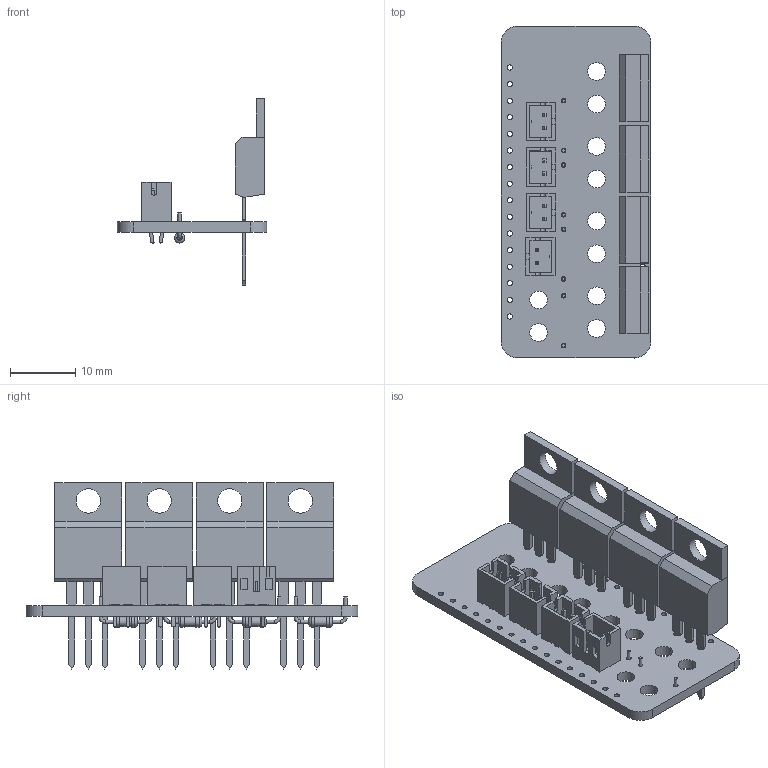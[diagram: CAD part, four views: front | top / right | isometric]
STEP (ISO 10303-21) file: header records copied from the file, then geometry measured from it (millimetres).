
FILE_DESCRIPTION(('KiCad electronic assembly'),'2;1');
FILE_NAME('pca-electronics.step','2023-02-17T14:38:36',('Pcbnew'),( 'Kicad'),'Open CASCADE STEP processor 7.6','KiCad to STEP converter' ,'Unknown');
FILE_SCHEMA(('AUTOMOTIVE_DESIGN { 1 0 10303 214 1 1 1 1 }'));
Length unit declared in the file: millimetre
Products named in the file (8): pca-electronics 1; TO-220-3_Vertical; SOLID; JST_PH_B2B-PH-K_1x02_P2.00mm_Vertical; R_Axial_DIN0204_L3.6mm_D1.6mm_P7.62mm_Horizontal; pca-electronics PCB
Assembly tree (16 placements, depth 3):
  pca-electronics 1
    TO-220-3_Vertical  x4
      SOLID
    JST_PH_B2B-PH-K_1x02_P2.00mm_Vertical  x4
      SOLID
    R_Axial_DIN0204_L3.6mm_D1.6mm_P7.62mm_Horizontal  x4
      SOLID
    pca-electronics PCB
Bounding box: 22.86 x 50.8 x 28.52 mm (x, y, z)
Volume: 4027.5 mm3; surface area: 6345 mm2
Topology: 13 solids, 13 shells, 708 faces, 1906 edges, 1252 vertices
Faces by surface type: plane 582, cylinder 110, torus 16
Full cylindrical faces by diameter (mm): 0.5 x16, 0.7 x8, 0.75 x8, 0.8 x28, 1.1 x12, 1.44 x4, 1.6 x8, 2.7 x10, 3.735 x4
Entity records: 17421 total; most frequent: CARTESIAN_POINT 2664, DIRECTION 2587, LINE 1607, VECTOR 1607, ORIENTED_EDGE 1286, PCURVE 1286, DEFINITIONAL_REPRESENTATION 1286, EDGE_CURVE 643
